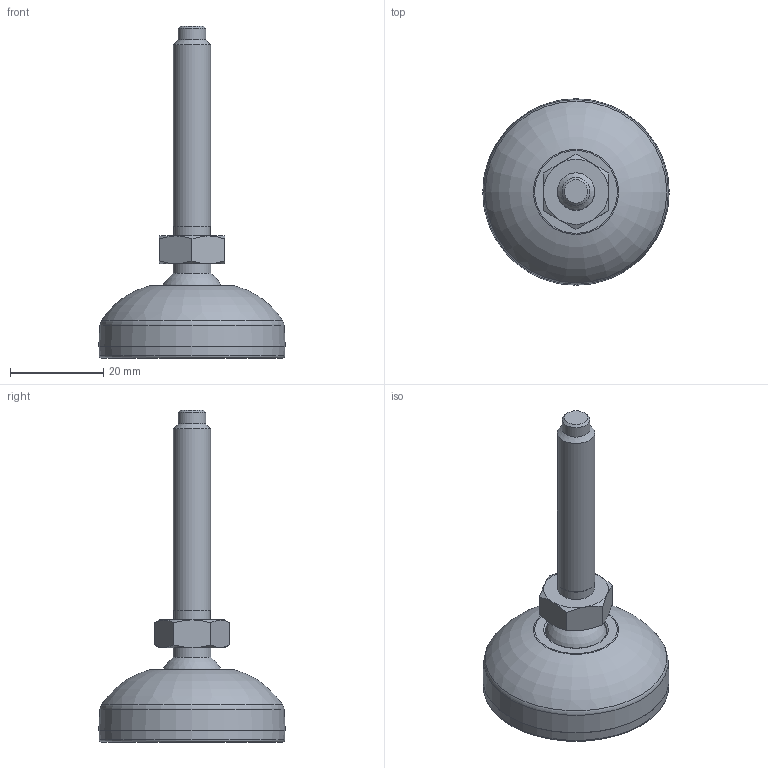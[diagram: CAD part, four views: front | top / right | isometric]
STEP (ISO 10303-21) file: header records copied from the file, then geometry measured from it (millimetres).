
FILE_DESCRIPTION(/* description */ ('AC2F'),/* implementation_level */ '2;1');
FILE_NAME(/* name */ '6322110_PRST40',/* time_stamp */ '2018-05-25T11:52:24+02:00',/* author */ ('Zorzan Davide'),/* organization */ ('Gamm Srl.'),/* preprocessor_version */ 'ST-DEVELOPER v16.7',/* originating_system */ 'DEX',/* authorisation */ $);
FILE_SCHEMA (('CONFIG_CONTROL_DESIGN'));
Length unit declared in the file: millimetre
Products named in the file (1): 6322110_PRST40
Bounding box: 40 x 40 x 71.2 mm (x, y, z)
Volume: 16659 mm3; surface area: 7460.7 mm2
Topology: 1 solids, 3 shells, 43 faces, 92 edges, 59 vertices
Faces by surface type: plane 16, cone 13, torus 7, cylinder 6, sphere 1
Full cylindrical faces by diameter (mm): 6 x1, 7.862 x1, 8 x1, 8.062 x1, 13.28 x1, 14 x1
Entity records: 1288 total; most frequent: CARTESIAN_POINT 204, DIRECTION 164, ORIENTED_EDGE 106, AXIS2_PLACEMENT_3D 79, EDGE_LOOP 78, FACE_BOUND 78, EDGE_CURVE 53, VERTEX_POINT 47
